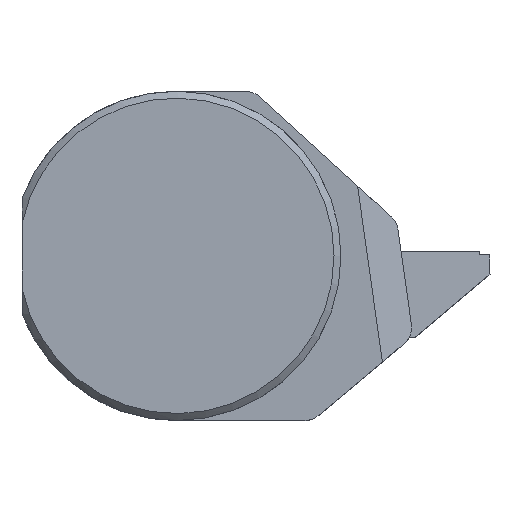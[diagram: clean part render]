
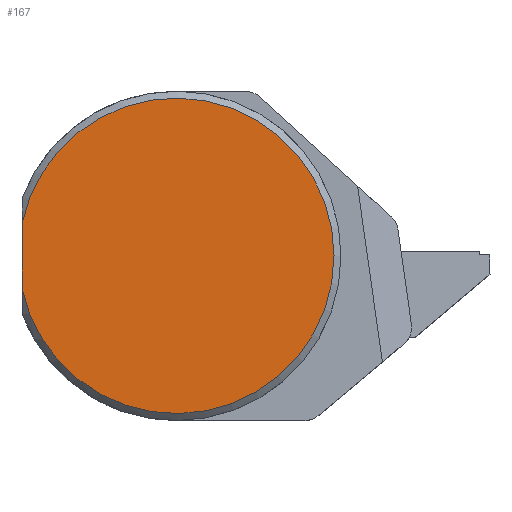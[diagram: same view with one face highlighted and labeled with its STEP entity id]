
A CAD part, top view. The second image highlights one B-rep face of the part: STEP entity #167.
In plain terms, the highlighted planar face has unit normal (0, 0, 1).
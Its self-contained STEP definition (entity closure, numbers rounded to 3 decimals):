
#118=CIRCLE('',#1135,15.325);
#167=ADVANCED_FACE('',(#254),#212,.F.);
#212=PLANE('',#1138);
#254=FACE_OUTER_BOUND('',#298,.T.);
#298=EDGE_LOOP('',(#474,#475));
#474=ORIENTED_EDGE('',*,*,#771,.T.);
#475=ORIENTED_EDGE('',*,*,#774,.T.);
#664=VERTEX_POINT('',#1605);
#665=VERTEX_POINT('',#1611);
#771=EDGE_CURVE('',#664,#665,#880,.T.);
#774=EDGE_CURVE('',#665,#664,#118,.T.);
#880=LINE('',#1612,#971);
#971=VECTOR('',#1305,1.);
#1135=AXIS2_PLACEMENT_3D('',#1619,#1316,#1317);
#1138=AXIS2_PLACEMENT_3D('',#1622,#1322,#1323);
#1305=DIRECTION('',(0.,-1.,0.));
#1316=DIRECTION('',(0.,0.,1.));
#1317=DIRECTION('',(-1.,0.,0.));
#1322=DIRECTION('',(0.,0.,-1.));
#1323=DIRECTION('',(-1.,0.,0.));
#1605=CARTESIAN_POINT('',(-15.,3.137,0.));
#1611=CARTESIAN_POINT('',(-15.,-3.137,0.));
#1612=CARTESIAN_POINT('',(-15.,10.,0.));
#1619=CARTESIAN_POINT('',(0.,0.,0.));
#1622=CARTESIAN_POINT('',(0.,0.,0.));
